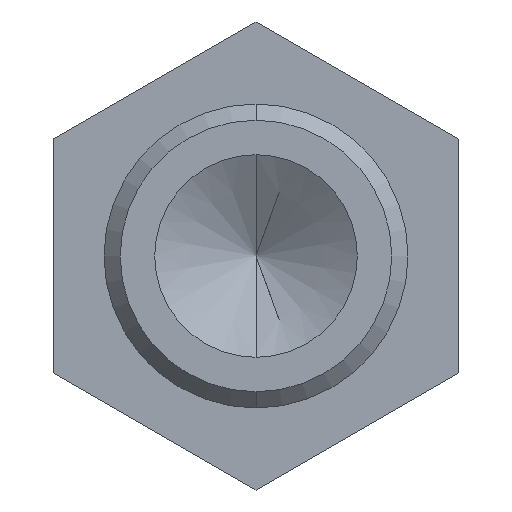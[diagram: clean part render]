
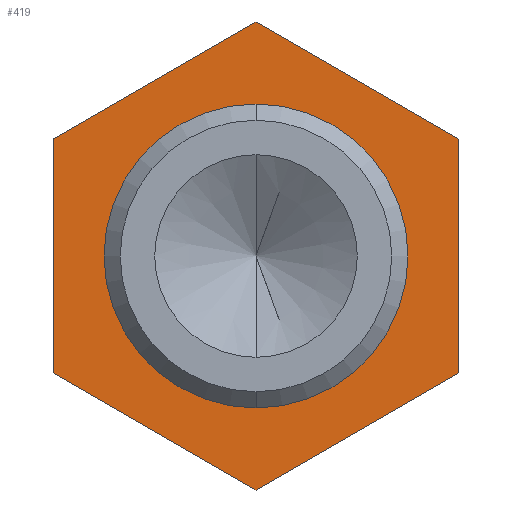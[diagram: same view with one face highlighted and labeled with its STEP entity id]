
A CAD part, left-side view. The second image highlights one B-rep face of the part: STEP entity #419.
In plain terms, the highlighted planar face has unit normal (-1, 0, 0).
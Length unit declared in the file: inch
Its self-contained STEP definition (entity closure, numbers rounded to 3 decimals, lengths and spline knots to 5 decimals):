
#24 = DIRECTION ( 'NONE',  ( 0., 0., -1. ) ) ;
#35 = ORIENTED_EDGE ( 'NONE', *, *, #913, .F. ) ;
#63 = VERTEX_POINT ( 'NONE', #691 ) ;
#65 = DIRECTION ( 'NONE',  ( 1., 0., 0. ) ) ;
#78 = CARTESIAN_POINT ( 'NONE',  ( 0.28, 0.25, -0.14434 ) ) ;
#97 = EDGE_CURVE ( 'NONE', #819, #890, #526, .T. ) ;
#101 = EDGE_CURVE ( 'NONE', #719, #495, #851, .T. ) ;
#105 = DIRECTION ( 'NONE',  ( 1., 0., 0. ) ) ;
#143 = DIRECTION ( 'NONE',  ( 0., -0.866, 0.5 ) ) ;
#144 = VECTOR ( 'NONE', #680, 39.37008 ) ;
#184 = CARTESIAN_POINT ( 'NONE',  ( 0.28, 0., -0.28868 ) ) ;
#190 = FACE_BOUND ( 'NONE', #805, .T. ) ;
#195 = CARTESIAN_POINT ( 'NONE',  ( 0.28, 0., 0. ) ) ;
#201 = VECTOR ( 'NONE', #676, 39.37008 ) ;
#209 = CARTESIAN_POINT ( 'NONE',  ( 0.28, 0., 0.1875 ) ) ;
#236 = CARTESIAN_POINT ( 'NONE',  ( 0.28, -0.25, 0.14434 ) ) ;
#256 = VECTOR ( 'NONE', #474, 39.37008 ) ;
#258 = VECTOR ( 'NONE', #736, 39.37008 ) ;
#261 = ORIENTED_EDGE ( 'NONE', *, *, #97, .F. ) ;
#319 = LINE ( 'NONE', #1125, #201 ) ;
#321 = VERTEX_POINT ( 'NONE', #874 ) ;
#326 = CARTESIAN_POINT ( 'NONE',  ( 0.28, 0.25, 0.14434 ) ) ;
#344 = EDGE_CURVE ( 'NONE', #890, #1004, #906, .T. ) ;
#349 = ORIENTED_EDGE ( 'NONE', *, *, #429, .F. ) ;
#350 = DIRECTION ( 'NONE',  ( 1., 0., 0. ) ) ;
#366 = LINE ( 'NONE', #78, #258 ) ;
#375 = ORIENTED_EDGE ( 'NONE', *, *, #513, .F. ) ;
#399 = LINE ( 'NONE', #647, #469 ) ;
#404 = ORIENTED_EDGE ( 'NONE', *, *, #101, .T. ) ;
#419 = ADVANCED_FACE ( 'NONE', ( #1001, #190 ), #455, .F. ) ;
#421 = EDGE_LOOP ( 'NONE', ( #261, #375, #349, #862, #35, #1100 ) ) ;
#427 = DIRECTION ( 'NONE',  ( 0., 0., -1. ) ) ;
#429 = EDGE_CURVE ( 'NONE', #321, #1109, #319, .T. ) ;
#455 = PLANE ( 'NONE',  #1015 ) ;
#469 = VECTOR ( 'NONE', #24, 39.37008 ) ;
#474 = DIRECTION ( 'NONE',  ( 0., 0.866, 0.5 ) ) ;
#495 = VERTEX_POINT ( 'NONE', #209 ) ;
#513 = EDGE_CURVE ( 'NONE', #1109, #819, #399, .T. ) ;
#526 = LINE ( 'NONE', #964, #144 ) ;
#575 = CARTESIAN_POINT ( 'NONE',  ( 0.28, 0.25, -0.14434 ) ) ;
#593 = LINE ( 'NONE', #326, #1110 ) ;
#628 = CARTESIAN_POINT ( 'NONE',  ( 0.28, 0., -0.28868 ) ) ;
#647 = CARTESIAN_POINT ( 'NONE',  ( 0.28, -0.25, 0.14434 ) ) ;
#676 = DIRECTION ( 'NONE',  ( 0., -0.866, -0.5 ) ) ;
#680 = DIRECTION ( 'NONE',  ( 0., 0.866, -0.5 ) ) ;
#684 = EDGE_CURVE ( 'NONE', #63, #321, #593, .T. ) ;
#691 = CARTESIAN_POINT ( 'NONE',  ( 0.28, 0.25, 0.14434 ) ) ;
#719 = VERTEX_POINT ( 'NONE', #1050 ) ;
#726 = CARTESIAN_POINT ( 'NONE',  ( 0.28, 0., 0. ) ) ;
#736 = DIRECTION ( 'NONE',  ( 0., 0., 1. ) ) ;
#755 = DIRECTION ( 'NONE',  ( 0., 0., -1. ) ) ;
#805 = EDGE_LOOP ( 'NONE', ( #1154, #404 ) ) ;
#819 = VERTEX_POINT ( 'NONE', #899 ) ;
#851 = CIRCLE ( 'NONE', #1105, 0.1875 ) ;
#862 = ORIENTED_EDGE ( 'NONE', *, *, #684, .F. ) ;
#874 = CARTESIAN_POINT ( 'NONE',  ( 0.28, 0., 0.28868 ) ) ;
#877 = CIRCLE ( 'NONE', #1055, 0.1875 ) ;
#890 = VERTEX_POINT ( 'NONE', #628 ) ;
#899 = CARTESIAN_POINT ( 'NONE',  ( 0.28, -0.25, -0.14434 ) ) ;
#906 = LINE ( 'NONE', #184, #256 ) ;
#913 = EDGE_CURVE ( 'NONE', #1004, #63, #366, .T. ) ;
#964 = CARTESIAN_POINT ( 'NONE',  ( 0.28, -0.25, -0.14434 ) ) ;
#1001 = FACE_OUTER_BOUND ( 'NONE', #421, .T. ) ;
#1004 = VERTEX_POINT ( 'NONE', #575 ) ;
#1015 = AXIS2_PLACEMENT_3D ( 'NONE', #195, #105, #755 ) ;
#1047 = CARTESIAN_POINT ( 'NONE',  ( 0.28, 0., 0. ) ) ;
#1050 = CARTESIAN_POINT ( 'NONE',  ( 0.28, 0., -0.1875 ) ) ;
#1055 = AXIS2_PLACEMENT_3D ( 'NONE', #726, #350, #1165 ) ;
#1100 = ORIENTED_EDGE ( 'NONE', *, *, #344, .F. ) ;
#1105 = AXIS2_PLACEMENT_3D ( 'NONE', #1047, #65, #427 ) ;
#1109 = VERTEX_POINT ( 'NONE', #236 ) ;
#1110 = VECTOR ( 'NONE', #143, 39.37008 ) ;
#1125 = CARTESIAN_POINT ( 'NONE',  ( 0.28, 0., 0.28868 ) ) ;
#1154 = ORIENTED_EDGE ( 'NONE', *, *, #1157, .T. ) ;
#1157 = EDGE_CURVE ( 'NONE', #495, #719, #877, .T. ) ;
#1165 = DIRECTION ( 'NONE',  ( 0., 0., -1. ) ) ;
